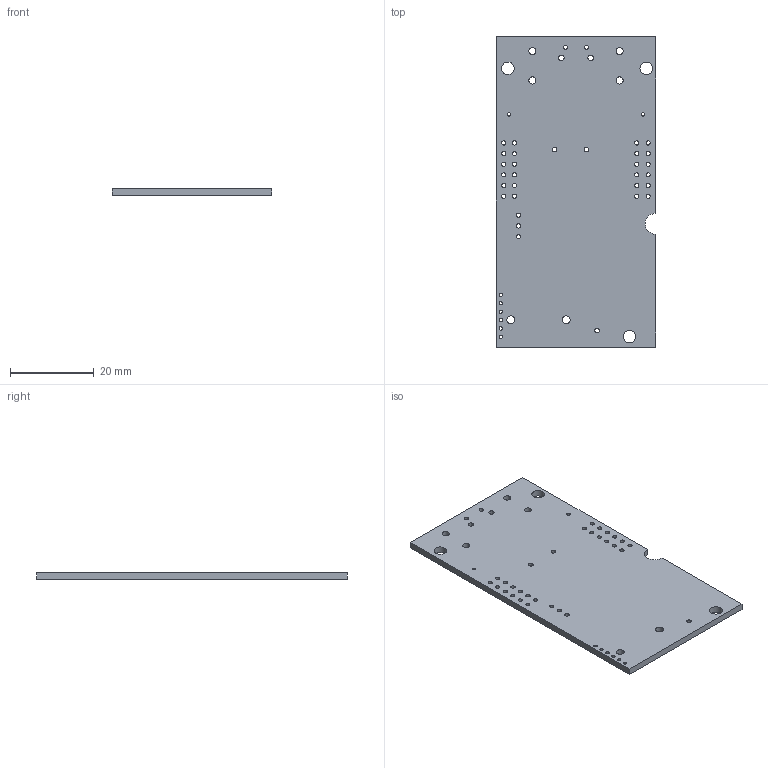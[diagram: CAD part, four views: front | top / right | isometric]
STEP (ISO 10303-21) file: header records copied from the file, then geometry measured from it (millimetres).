
FILE_DESCRIPTION(('KiCad electronic assembly'),'2;1');
FILE_NAME('Tympan_Rev_E.step','2022-02-25T19:17:57',('Pcbnew'),('Kicad') ,'Open CASCADE STEP processor 7.6','KiCad to STEP converter','Unknown' );
FILE_SCHEMA(('AUTOMOTIVE_DESIGN { 1 0 10303 214 1 1 1 1 }'));
Length unit declared in the file: millimetre
Products named in the file (2): Tympan_Rev_E 1; _autosave-Tympan_Rev_E PCB
Assembly tree (1 placements, depth 2):
  Tympan_Rev_E 1
    _autosave-Tympan_Rev_E PCB
Bounding box: 38 x 74 x 1.6 mm (x, y, z)
Volume: 4374.3 mm3; surface area: 6136.9 mm2
Topology: 1 solids, 1 shells, 59 faces, 171 edges, 114 vertices
Faces by surface type: cylinder 52, plane 7
Full cylindrical faces by diameter (mm): 0.8 x8, 1 x29, 1.1 x3, 1.3 x2, 1.7 x4, 1.9 x2, 3 x3
Entity records: 4483 total; most frequent: DIRECTION 739, CARTESIAN_POINT 688, ORIENTED_EDGE 342, PCURVE 342, DEFINITIONAL_REPRESENTATION 342, LINE 305, VECTOR 305, CIRCLE 208
